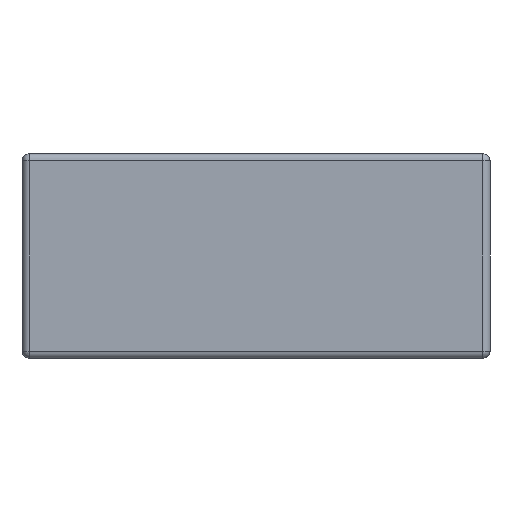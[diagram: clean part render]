
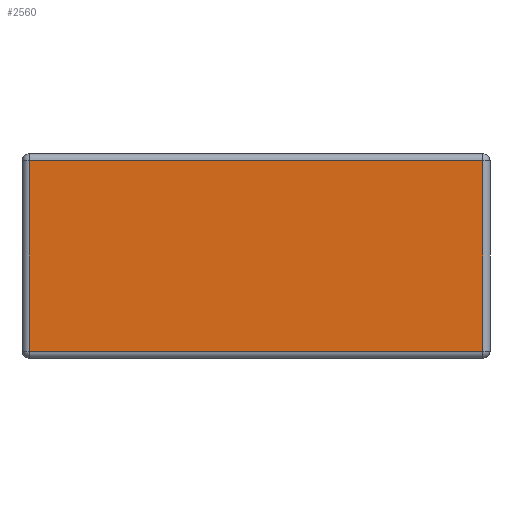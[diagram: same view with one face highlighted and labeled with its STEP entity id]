
A CAD part, left-side view. The second image highlights one B-rep face of the part: STEP entity #2560.
In plain terms, the highlighted planar face has unit normal (-1, 0, 0).
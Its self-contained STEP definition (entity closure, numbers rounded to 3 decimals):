
#14 = DIRECTION ( 'NONE',  ( 0., 0., 1. ) ) ;
#20 = DIRECTION ( 'NONE',  ( 0., 0., 1. ) ) ;
#260 = DIRECTION ( 'NONE',  ( -1., 0., 0. ) ) ;
#348 = VERTEX_POINT ( 'NONE', #2851 ) ;
#486 = ORIENTED_EDGE ( 'NONE', *, *, #2619, .T. ) ;
#490 = CARTESIAN_POINT ( 'NONE',  ( -2.25, -1.55, 1.4 ) ) ;
#526 = VECTOR ( 'NONE', #1964, 1000. ) ;
#537 = CARTESIAN_POINT ( 'NONE',  ( -2.25, 0., 1.35 ) ) ;
#556 = EDGE_LOOP ( 'NONE', ( #2897, #486, #2232, #895 ) ) ;
#895 = ORIENTED_EDGE ( 'NONE', *, *, #2148, .T. ) ;
#920 = DIRECTION ( 'NONE',  ( 0., -1., 0. ) ) ;
#938 = AXIS2_PLACEMENT_3D ( 'NONE', #2633, #260, #20 ) ;
#991 = LINE ( 'NONE', #537, #526 ) ;
#1196 = EDGE_CURVE ( 'NONE', #1614, #348, #991, .T. ) ;
#1225 = FACE_OUTER_BOUND ( 'NONE', #556, .T. ) ;
#1306 = CARTESIAN_POINT ( 'NONE',  ( -2.25, -1.55, 1.35 ) ) ;
#1464 = CARTESIAN_POINT ( 'NONE',  ( -2.25, 1.55, 0.05 ) ) ;
#1523 = VECTOR ( 'NONE', #14, 1000. ) ;
#1614 = VERTEX_POINT ( 'NONE', #1306 ) ;
#1659 = VERTEX_POINT ( 'NONE', #2688 ) ;
#1672 = VECTOR ( 'NONE', #920, 1000. ) ;
#1673 = PLANE ( 'NONE',  #938 ) ;
#1720 = VECTOR ( 'NONE', #2189, 1000. ) ;
#1738 = EDGE_CURVE ( 'NONE', #2312, #1659, #1858, .T. ) ;
#1858 = LINE ( 'NONE', #2539, #1672 ) ;
#1917 = LINE ( 'NONE', #490, #1523 ) ;
#1964 = DIRECTION ( 'NONE',  ( 0., 1., 0. ) ) ;
#1997 = LINE ( 'NONE', #2973, #1720 ) ;
#2148 = EDGE_CURVE ( 'NONE', #1659, #1614, #1917, .T. ) ;
#2189 = DIRECTION ( 'NONE',  ( 0., 0., -1. ) ) ;
#2232 = ORIENTED_EDGE ( 'NONE', *, *, #1738, .T. ) ;
#2312 = VERTEX_POINT ( 'NONE', #1464 ) ;
#2539 = CARTESIAN_POINT ( 'NONE',  ( -2.25, -1.6, 0.05 ) ) ;
#2560 = ADVANCED_FACE ( 'NONE', ( #1225 ), #1673, .T. ) ;
#2619 = EDGE_CURVE ( 'NONE', #348, #2312, #1997, .T. ) ;
#2633 = CARTESIAN_POINT ( 'NONE',  ( -2.25, 0., 1.4 ) ) ;
#2688 = CARTESIAN_POINT ( 'NONE',  ( -2.25, -1.55, 0.05 ) ) ;
#2851 = CARTESIAN_POINT ( 'NONE',  ( -2.25, 1.55, 1.35 ) ) ;
#2897 = ORIENTED_EDGE ( 'NONE', *, *, #1196, .T. ) ;
#2973 = CARTESIAN_POINT ( 'NONE',  ( -2.25, 1.55, 0. ) ) ;
